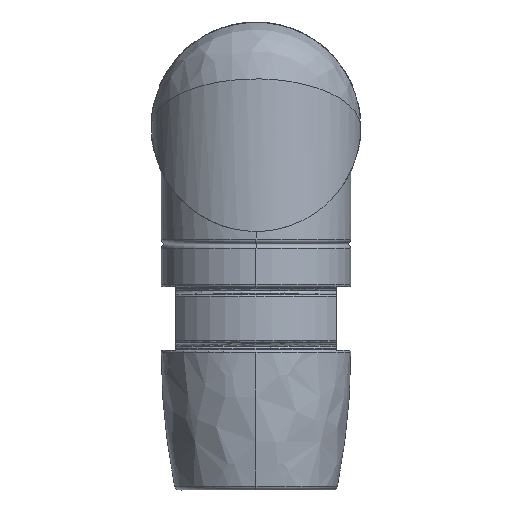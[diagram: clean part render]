
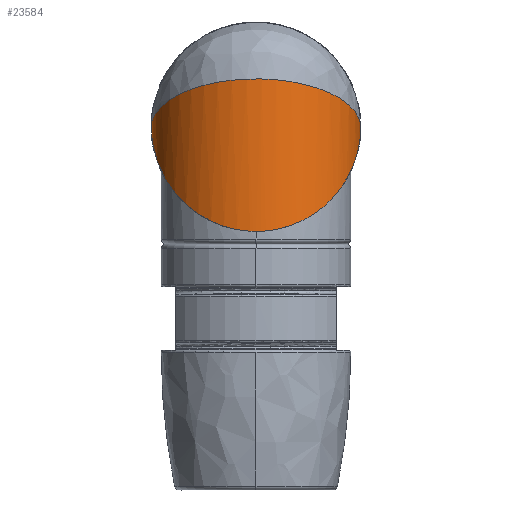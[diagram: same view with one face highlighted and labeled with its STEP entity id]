
A CAD part, front view. The second image highlights one B-rep face of the part: STEP entity #23584.
In plain terms, the highlighted cylindrical face has radius 12.95 mm (diameter 25.9 mm), a partial arc.
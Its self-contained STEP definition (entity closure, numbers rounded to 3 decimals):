
#105=CARTESIAN_POINT('',(0.,-28.,
-12.95));
#106=CARTESIAN_POINT('',(0.491,-28.,
-12.95));
#107=CARTESIAN_POINT('',(1.48,-27.944,-12.894));
#108=CARTESIAN_POINT('',(2.965,-27.687,-12.637));
#109=CARTESIAN_POINT('',(4.456,-27.244,-12.194));
#110=CARTESIAN_POINT('',(5.947,-26.594,-11.544));
#111=CARTESIAN_POINT('',(7.42,-25.712,-10.662));
#112=CARTESIAN_POINT('',(8.844,-24.572,-9.522));
#113=CARTESIAN_POINT('',(10.168,-23.153,-8.103));
#114=CARTESIAN_POINT('',(11.324,-21.449,-6.399));
#115=CARTESIAN_POINT('',(12.234,-19.485,-4.435));
#116=CARTESIAN_POINT('',(12.818,-17.31,-2.26));
#117=CARTESIAN_POINT('',(12.95,-15.812,
-0.762));
#118=CARTESIAN_POINT('',(12.95,-15.05,0.));
#130=CARTESIAN_POINT('',(-12.95,-15.05,
0.));
#10158=CARTESIAN_POINT('',(-0.761,-27.977,
-12.928));
#10160=CARTESIAN_POINT('',(-0.761,-27.977,
-12.928));
#10161=CARTESIAN_POINT('',(-0.714,-27.98,
-12.93));
#10162=CARTESIAN_POINT('',(-0.621,-27.983,
-12.935));
#10163=CARTESIAN_POINT('',(-0.483,-27.99,
-12.941));
#10164=CARTESIAN_POINT('',(-0.392,-27.994,
-12.944));
#10165=CARTESIAN_POINT('',(-0.347,-27.995,
-12.945));
#10167=CARTESIAN_POINT('',(-0.347,-27.995,
-12.945));
#10168=CARTESIAN_POINT('',(-0.315,-27.996,
-12.946));
#10169=CARTESIAN_POINT('',(-0.249,-27.997,
-12.948));
#10170=CARTESIAN_POINT('',(-0.151,-27.999,
-12.949));
#10171=CARTESIAN_POINT('',(-0.084,-28.,
-12.95));
#10172=CARTESIAN_POINT('',(-0.051,-28.,
-12.95));
#10174=CARTESIAN_POINT('',(-0.051,-28.,
-12.95));
#10175=CARTESIAN_POINT('',(-0.045,-28.,
-12.95));
#10176=CARTESIAN_POINT('',(-0.034,-28.,
-12.95));
#10177=CARTESIAN_POINT('',(-0.017,-28.,
-12.95));
#10178=CARTESIAN_POINT('',(-0.005,-28.,
-12.95));
#10179=CARTESIAN_POINT('',(0.,-28.,
-12.95));
#10181=CARTESIAN_POINT('',(-0.761,-27.977,
-12.928));
#10182=CARTESIAN_POINT('',(-1.23,-27.949,
-12.9));
#10183=CARTESIAN_POINT('',(-2.175,-27.843,
-12.793));
#10184=CARTESIAN_POINT('',(-3.593,-27.521,
-12.471));
#10185=CARTESIAN_POINT('',(-5.015,-27.023,
-11.973));
#10186=CARTESIAN_POINT('',(-6.432,-26.328,
-11.278));
#10187=CARTESIAN_POINT('',(-7.826,-25.415,
-10.365));
#10188=CARTESIAN_POINT('',(-9.163,-24.261,
-9.211));
#10189=CARTESIAN_POINT('',(-10.397,-22.851,
-7.801));
#10190=CARTESIAN_POINT('',(-11.465,-21.184,
-6.134));
#10191=CARTESIAN_POINT('',(-12.298,-19.287,
-4.237));
#10192=CARTESIAN_POINT('',(-12.83,-17.204,
-2.154));
#10193=CARTESIAN_POINT('',(-12.95,-15.775,
-0.725));
#10194=CARTESIAN_POINT('',(-12.95,-15.05,
0.));
#10196=CARTESIAN_POINT('',(12.95,-15.05,
0.));
#10197=CARTESIAN_POINT('',(12.95,-15.705,
0.303));
#10198=CARTESIAN_POINT('',(12.851,-17.012,
0.9));
#10199=CARTESIAN_POINT('',(12.409,-18.92,
1.778));
#10200=CARTESIAN_POINT('',(11.694,-20.722,
2.606));
#10201=CARTESIAN_POINT('',(10.734,-22.377,
3.367));
#10202=CARTESIAN_POINT('',(9.56,-23.851,
4.044));
#10203=CARTESIAN_POINT('',(8.212,-25.119,
4.626));
#10204=CARTESIAN_POINT('',(6.723,-26.167,
5.108));
#10205=CARTESIAN_POINT('',(5.129,-26.985,
5.484));
#10206=CARTESIAN_POINT('',(3.459,-27.571,
5.753));
#10207=CARTESIAN_POINT('',(1.74,-27.922,
5.914));
#10208=CARTESIAN_POINT('',(0.,-28.039,
5.968));
#10209=CARTESIAN_POINT('',(-1.74,-27.922,
5.914));
#10210=CARTESIAN_POINT('',(-3.459,-27.571,
5.753));
#10211=CARTESIAN_POINT('',(-5.129,-26.985,
5.484));
#10212=CARTESIAN_POINT('',(-6.723,-26.167,
5.108));
#10213=CARTESIAN_POINT('',(-8.212,-25.119,
4.626));
#10214=CARTESIAN_POINT('',(-9.56,-23.851,
4.044));
#10215=CARTESIAN_POINT('',(-10.734,-22.377,
3.367));
#10216=CARTESIAN_POINT('',(-11.694,-20.722,
2.606));
#10217=CARTESIAN_POINT('',(-12.409,-18.92,
1.778));
#10218=CARTESIAN_POINT('',(-12.851,-17.012,
0.9));
#10219=CARTESIAN_POINT('',(-12.95,-15.705,
0.303));
#10220=CARTESIAN_POINT('',(-12.95,-15.05,
0.));
#10227=VERTEX_POINT('',#10158);
#10228=VERTEX_POINT('',#10165);
#10229=VERTEX_POINT('',#10172);
#10230=VERTEX_POINT('',#10179);
#10239=VERTEX_POINT('',#118);
#10240=VERTEX_POINT('',#130);
#23570=CARTESIAN_POINT('',(0.,-15.05,-15.5));
#23571=DIRECTION('',(0.,0.,1.));
#23572=DIRECTION('',(0.,-1.,0.));
#23573=AXIS2_PLACEMENT_3D('',#23570,#23571,#23572);
#23574=CYLINDRICAL_SURFACE('',#23573,12.95);
#23575=ORIENTED_EDGE('',*,*,#23563,.F.);
#23576=ORIENTED_EDGE('',*,*,#23561,.F.);
#23577=ORIENTED_EDGE('',*,*,#23559,.F.);
#23578=ORIENTED_EDGE('',*,*,#11816,.T.);
#23580=ORIENTED_EDGE('',*,*,#23579,.F.);
#23581=ORIENTED_EDGE('',*,*,#11812,.F.);
#23582=EDGE_LOOP('',(#23575,#23576,#23577,#23578,#23580,#23581));
#23583=FACE_OUTER_BOUND('',#23582,.F.);
#119=B_SPLINE_CURVE_WITH_KNOTS('',3,(#105,#106,#107,#108,#109,#110,#111,#112,
#113,#114,#115,#116,#117,#118),.UNSPECIFIED.,.F.,.F.,(4,1,1,1,1,1,1,1,1,1,1,4),(
0.,0.091,0.182,0.273,0.364,
0.455,0.545,0.636,0.727,
0.818,0.909,1.),.UNSPECIFIED.);
#10166=B_SPLINE_CURVE_WITH_KNOTS('',3,(#10160,#10161,#10162,#10163,#10164,
#10165),.UNSPECIFIED.,.F.,.F.,(4,1,1,4),(0.,0.333,
0.667,1.),.UNSPECIFIED.);
#10173=B_SPLINE_CURVE_WITH_KNOTS('',3,(#10167,#10168,#10169,#10170,#10171,
#10172),.UNSPECIFIED.,.F.,.F.,(4,1,1,4),(0.,0.333,
0.667,1.),.UNSPECIFIED.);
#10180=B_SPLINE_CURVE_WITH_KNOTS('',3,(#10174,#10175,#10176,#10177,#10178,
#10179),.UNSPECIFIED.,.F.,.F.,(4,1,1,4),(0.,0.333,
0.667,1.),.UNSPECIFIED.);
#10195=B_SPLINE_CURVE_WITH_KNOTS('',3,(#10181,#10182,#10183,#10184,#10185,
#10186,#10187,#10188,#10189,#10190,#10191,#10192,#10193,#10194),.UNSPECIFIED.,
.F.,.F.,(4,1,1,1,1,1,1,1,1,1,1,4),(0.,0.091,0.182,
0.273,0.364,0.455,0.545,
0.636,0.727,0.818,0.909,1.),
.UNSPECIFIED.);
#10221=B_SPLINE_CURVE_WITH_KNOTS('',3,(#10196,#10197,#10198,#10199,#10200,
#10201,#10202,#10203,#10204,#10205,#10206,#10207,#10208,#10209,#10210,#10211,
#10212,#10213,#10214,#10215,#10216,#10217,#10218,#10219,#10220),.UNSPECIFIED.,
.F.,.F.,(4,1,1,1,1,1,1,1,1,1,1,1,1,1,1,1,1,1,1,1,1,1,4),(0.,0.045,
0.091,0.136,0.182,0.227,
0.273,0.318,0.364,0.409,
0.455,0.5,0.545,0.591,0.636,
0.682,0.727,0.773,0.818,
0.864,0.909,0.955,1.),.UNSPECIFIED.);
#11812=EDGE_CURVE('',#10230,#10239,#119,.T.);
#11816=EDGE_CURVE('',#10227,#10240,#10195,.T.);
#23559=EDGE_CURVE('',#10227,#10228,#10166,.T.);
#23561=EDGE_CURVE('',#10228,#10229,#10173,.T.);
#23563=EDGE_CURVE('',#10229,#10230,#10180,.T.);
#23579=EDGE_CURVE('',#10239,#10240,#10221,.T.);
#23584=ADVANCED_FACE('',(#23583),#23574,.T.);
